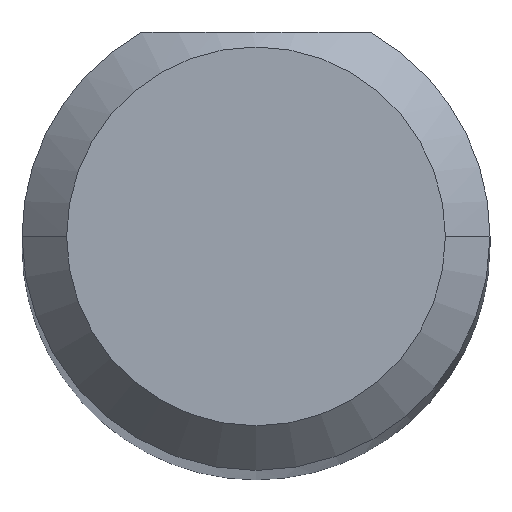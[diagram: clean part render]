
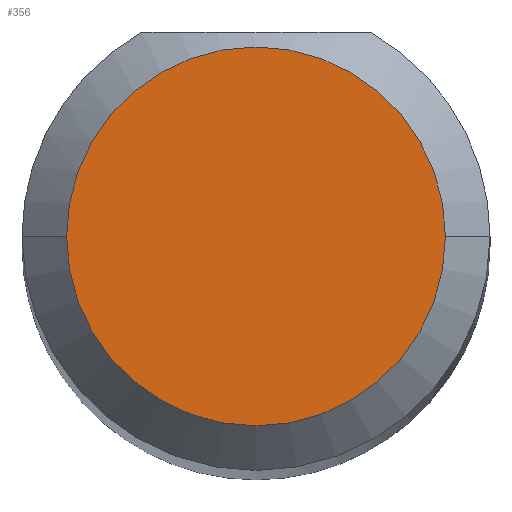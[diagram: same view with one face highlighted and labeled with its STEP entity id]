
A CAD part, top view. The second image highlights one B-rep face of the part: STEP entity #356.
In plain terms, the highlighted planar face has unit normal (0, 0, 1).
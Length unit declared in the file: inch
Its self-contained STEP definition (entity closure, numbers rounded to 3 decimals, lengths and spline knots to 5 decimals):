
#3 = EDGE_CURVE ( 'NONE', #475, #480, #451, .T. ) ;
#31 = DIRECTION ( 'NONE',  ( 0., 0., 1. ) ) ;
#38 = CARTESIAN_POINT ( 'NONE',  ( 0., 0., 1.9685 ) ) ;
#89 = DIRECTION ( 'NONE',  ( 0., 0., 1. ) ) ;
#95 = DIRECTION ( 'NONE',  ( 1., 0., 0. ) ) ;
#109 = CARTESIAN_POINT ( 'NONE',  ( -0.06374, 0., 1.9685 ) ) ;
#117 = PLANE ( 'NONE',  #301 ) ;
#119 = DIRECTION ( 'NONE',  ( 1., 0., 0. ) ) ;
#154 = DIRECTION ( 'NONE',  ( 0., 0., 1. ) ) ;
#249 = FACE_OUTER_BOUND ( 'NONE', #441, .T. ) ;
#255 = CIRCLE ( 'NONE', #553, 0.06374 ) ;
#300 = AXIS2_PLACEMENT_3D ( 'NONE', #450, #89, #95 ) ;
#301 = AXIS2_PLACEMENT_3D ( 'NONE', #38, #31, #119 ) ;
#314 = EDGE_CURVE ( 'NONE', #480, #475, #255, .T. ) ;
#356 = ADVANCED_FACE ( 'NONE', ( #249 ), #117, .T. ) ;
#373 = CARTESIAN_POINT ( 'NONE',  ( 0.06374, 0., 1.9685 ) ) ;
#432 = CARTESIAN_POINT ( 'NONE',  ( 0., 0., 1.9685 ) ) ;
#441 = EDGE_LOOP ( 'NONE', ( #484, #487 ) ) ;
#450 = CARTESIAN_POINT ( 'NONE',  ( 0., 0., 1.9685 ) ) ;
#451 = CIRCLE ( 'NONE', #300, 0.06374 ) ;
#475 = VERTEX_POINT ( 'NONE', #373 ) ;
#480 = VERTEX_POINT ( 'NONE', #109 ) ;
#484 = ORIENTED_EDGE ( 'NONE', *, *, #314, .T. ) ;
#487 = ORIENTED_EDGE ( 'NONE', *, *, #3, .T. ) ;
#506 = DIRECTION ( 'NONE',  ( 1., 0., 0. ) ) ;
#553 = AXIS2_PLACEMENT_3D ( 'NONE', #432, #154, #506 ) ;
